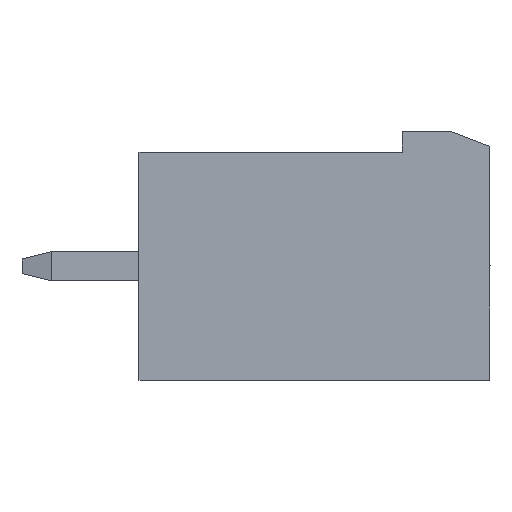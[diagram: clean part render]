
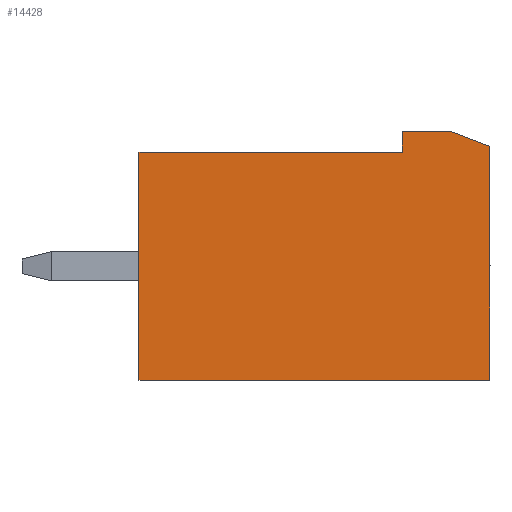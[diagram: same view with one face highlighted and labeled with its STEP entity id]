
A CAD part, left-side view. The second image highlights one B-rep face of the part: STEP entity #14428.
In plain terms, the highlighted planar face has unit normal (-1, 0, 0).
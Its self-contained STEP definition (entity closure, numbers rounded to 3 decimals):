
#16=DIRECTION('',(0.,1.,0.));
#17=VECTOR('',#16,12.);
#18=CARTESIAN_POINT('',(-6.25,0.,-3.9));
#19=LINE('',#18,#17);
#20=DIRECTION('',(0.,0.,1.));
#21=VECTOR('',#20,7.8);
#22=CARTESIAN_POINT('',(-6.25,12.,-3.9));
#23=LINE('',#22,#21);
#24=DIRECTION('',(0.,1.,0.));
#25=VECTOR('',#24,9.);
#26=CARTESIAN_POINT('',(-6.25,3.,3.9));
#27=LINE('',#26,#25);
#28=DIRECTION('',(0.,0.,-1.));
#29=VECTOR('',#28,0.7);
#30=CARTESIAN_POINT('',(-6.25,3.,4.6));
#31=LINE('',#30,#29);
#32=DIRECTION('',(0.,-1.,0.));
#33=VECTOR('',#32,1.7);
#34=CARTESIAN_POINT('',(-6.25,3.,4.6));
#35=LINE('',#34,#33);
#36=DIRECTION('',(0.,0.933,0.359));
#37=VECTOR('',#36,1.393);
#38=CARTESIAN_POINT('',(-6.25,0.,4.1));
#39=LINE('',#38,#37);
#40=DIRECTION('',(0.,0.,-1.));
#41=VECTOR('',#40,8.);
#42=CARTESIAN_POINT('',(-6.25,0.,4.1));
#43=LINE('',#42,#41);
#12553=CARTESIAN_POINT('',(-6.25,0.,-3.9));
#12554=CARTESIAN_POINT('',(-6.25,12.,-3.9));
#12555=VERTEX_POINT('',#12553);
#12556=VERTEX_POINT('',#12554);
#12557=CARTESIAN_POINT('',(-6.25,12.,3.9));
#12558=VERTEX_POINT('',#12557);
#12559=CARTESIAN_POINT('',(-6.25,3.,4.6));
#12560=CARTESIAN_POINT('',(-6.25,1.3,4.6));
#12561=VERTEX_POINT('',#12559);
#12562=VERTEX_POINT('',#12560);
#12563=CARTESIAN_POINT('',(-6.25,0.,4.1));
#12564=VERTEX_POINT('',#12563);
#12565=CARTESIAN_POINT('',(-6.25,3.,3.9));
#12566=VERTEX_POINT('',#12565);
#14407=CARTESIAN_POINT('',(-6.25,15.406,-12.65));
#14408=DIRECTION('',(-1.,0.,0.));
#14409=DIRECTION('',(0.,-1.,0.));
#14410=AXIS2_PLACEMENT_3D('',#14407,#14408,#14409);
#14411=PLANE('',#14410);
#14413=ORIENTED_EDGE('',*,*,#14412,.T.);
#14415=ORIENTED_EDGE('',*,*,#14414,.T.);
#14417=ORIENTED_EDGE('',*,*,#14416,.F.);
#14419=ORIENTED_EDGE('',*,*,#14418,.F.);
#14421=ORIENTED_EDGE('',*,*,#14420,.T.);
#14423=ORIENTED_EDGE('',*,*,#14422,.F.);
#14425=ORIENTED_EDGE('',*,*,#14424,.T.);
#14426=EDGE_LOOP('',(#14413,#14415,#14417,#14419,#14421,#14423,#14425));
#14427=FACE_OUTER_BOUND('',#14426,.F.);
#14428=ADVANCED_FACE('',(#14427),#14411,.T.);
#14412=EDGE_CURVE('',#12555,#12556,#19,.T.);
#14414=EDGE_CURVE('',#12556,#12558,#23,.T.);
#14416=EDGE_CURVE('',#12566,#12558,#27,.T.);
#14418=EDGE_CURVE('',#12561,#12566,#31,.T.);
#14420=EDGE_CURVE('',#12561,#12562,#35,.T.);
#14422=EDGE_CURVE('',#12564,#12562,#39,.T.);
#14424=EDGE_CURVE('',#12564,#12555,#43,.T.);
